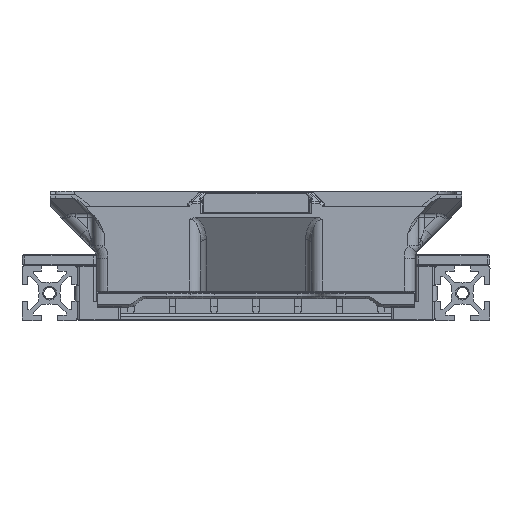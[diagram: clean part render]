
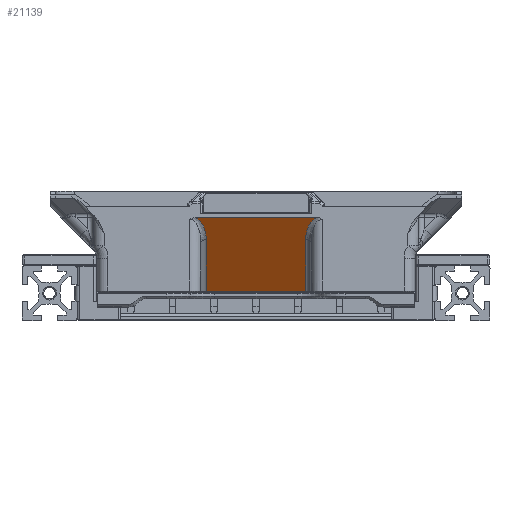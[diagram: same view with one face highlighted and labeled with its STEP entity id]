
A CAD part, front view. The second image highlights one B-rep face of the part: STEP entity #21139.
In plain terms, the highlighted planar face has unit normal (0, -0.819, -0.574).
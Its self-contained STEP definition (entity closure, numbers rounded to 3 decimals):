
#431=ELLIPSE('',#22817,10.461,6.);
#432=ELLIPSE('',#22818,10.461,6.);
#1403=PLANE('',#22816);
#2701=FACE_OUTER_BOUND('',#3946,.T.);
#3946=EDGE_LOOP('',(#19569,#19570,#19571,#19572,#19573,#19574));
#6709=LINE('',#36456,#8880);
#6851=LINE('',#38660,#9022);
#6855=LINE('',#38775,#9026);
#6856=LINE('',#38779,#9027);
#8880=VECTOR('',#27478,10.);
#9022=VECTOR('',#27958,10.);
#9026=VECTOR('',#27972,10.);
#9027=VECTOR('',#27977,10.);
#10750=VERTEX_POINT('',#36446);
#10751=VERTEX_POINT('',#36455);
#10930=VERTEX_POINT('',#38612);
#10931=VERTEX_POINT('',#38658);
#10934=VERTEX_POINT('',#38774);
#10935=VERTEX_POINT('',#38778);
#13567=EDGE_CURVE('',#10750,#10751,#6709,.T.);
#13841=EDGE_CURVE('',#10930,#10931,#6851,.T.);
#13849=EDGE_CURVE('',#10931,#10934,#6855,.T.);
#13851=EDGE_CURVE('',#10935,#10930,#6856,.T.);
#13852=EDGE_CURVE('',#10751,#10935,#431,.T.);
#13853=EDGE_CURVE('',#10934,#10750,#432,.T.);
#19569=ORIENTED_EDGE('',*,*,#13849,.F.);
#19570=ORIENTED_EDGE('',*,*,#13841,.F.);
#19571=ORIENTED_EDGE('',*,*,#13851,.F.);
#19572=ORIENTED_EDGE('',*,*,#13852,.F.);
#19573=ORIENTED_EDGE('',*,*,#13567,.F.);
#19574=ORIENTED_EDGE('',*,*,#13853,.F.);
#21139=ADVANCED_FACE('',(#2701),#1403,.F.);
#22816=AXIS2_PLACEMENT_3D('',#38777,#27975,#27976);
#22817=AXIS2_PLACEMENT_3D('',#38780,#27978,#27979);
#22818=AXIS2_PLACEMENT_3D('',#38781,#27980,#27981);
#27478=DIRECTION('',(1.,0.,0.));
#27958=DIRECTION('',(-1.,0.,0.));
#27972=DIRECTION('',(0.,-0.574,0.819));
#27975=DIRECTION('center_axis',(0.,0.819,
0.574));
#27976=DIRECTION('ref_axis',(0.,-0.574,0.819));
#27977=DIRECTION('',(0.,0.574,-0.819));
#27978=DIRECTION('center_axis',(0.,-0.819,
-0.574));
#27979=DIRECTION('ref_axis',(0.,-0.574,0.819));
#27980=DIRECTION('center_axis',(0.,-0.819,
-0.574));
#27981=DIRECTION('ref_axis',(0.,-0.574,0.819));
#36446=CARTESIAN_POINT('',(-21.951,0.,27.135));
#36455=CARTESIAN_POINT('',(21.951,0.,27.135));
#36456=CARTESIAN_POINT('',(28.85,0.,27.135));
#38612=CARTESIAN_POINT('',(18.,18.771,0.328));
#38658=CARTESIAN_POINT('',(-18.,18.771,0.328));
#38660=CARTESIAN_POINT('',(0.,18.771,0.328));
#38774=CARTESIAN_POINT('',(-18.,5.638,19.082));
#38775=CARTESIAN_POINT('',(-18.,14.25,6.784));
#38777=CARTESIAN_POINT('Origin',(0.,19.,0.));
#38778=CARTESIAN_POINT('',(18.,5.638,19.082));
#38779=CARTESIAN_POINT('',(18.,14.25,6.784));
#38780=CARTESIAN_POINT('Origin',(24.,5.638,19.082));
#38781=CARTESIAN_POINT('Origin',(-24.,5.638,19.082));
